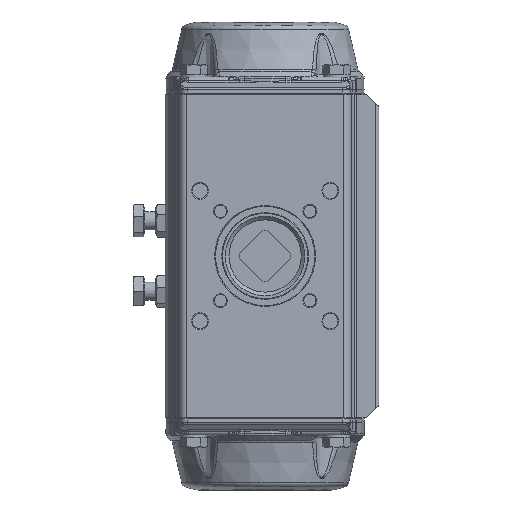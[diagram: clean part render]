
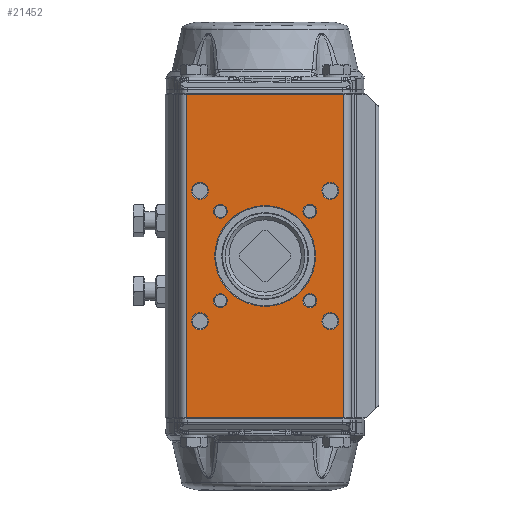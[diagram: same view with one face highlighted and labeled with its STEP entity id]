
A CAD part, front view. The second image highlights one B-rep face of the part: STEP entity #21452.
In plain terms, the highlighted planar face has unit normal (0, -1, 0).
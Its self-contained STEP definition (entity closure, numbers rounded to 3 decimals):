
#1367=FACE_BOUND('',#5929,.T.);
#1368=FACE_BOUND('',#5930,.T.);
#1369=FACE_BOUND('',#5931,.T.);
#1370=FACE_BOUND('',#5932,.T.);
#1371=FACE_BOUND('',#5933,.T.);
#1372=FACE_BOUND('',#5934,.T.);
#1373=FACE_BOUND('',#5935,.T.);
#1374=FACE_BOUND('',#5936,.T.);
#1375=FACE_BOUND('',#5937,.T.);
#1640=LINE('',#31478,#2980);
#1641=LINE('',#31480,#2981);
#1642=LINE('',#31482,#2982);
#1643=LINE('',#31483,#2983);
#2980=VECTOR('',#25306,10.);
#2981=VECTOR('',#25307,10.);
#2982=VECTOR('',#25308,10.);
#2983=VECTOR('',#25309,10.);
#4551=FACE_OUTER_BOUND('',#5928,.T.);
#5928=EDGE_LOOP('',(#14045,#14046,#14047,#14048));
#5929=EDGE_LOOP('',(#14049));
#5930=EDGE_LOOP('',(#14050));
#5931=EDGE_LOOP('',(#14051));
#5932=EDGE_LOOP('',(#14052));
#5933=EDGE_LOOP('',(#14053));
#5934=EDGE_LOOP('',(#14054));
#5935=EDGE_LOOP('',(#14055));
#5936=EDGE_LOOP('',(#14056));
#5937=EDGE_LOOP('',(#14057));
#7348=CIRCLE('',#22857,27.9);
#7351=CIRCLE('',#22861,4.65);
#7352=CIRCLE('',#22862,3.8);
#7353=CIRCLE('',#22863,4.65);
#7354=CIRCLE('',#22864,3.8);
#7355=CIRCLE('',#22865,4.65);
#7356=CIRCLE('',#22866,3.8);
#7357=CIRCLE('',#22867,4.65);
#7358=CIRCLE('',#22868,3.8);
#8475=VERTEX_POINT('',#31468);
#8478=VERTEX_POINT('',#31476);
#8479=VERTEX_POINT('',#31477);
#8480=VERTEX_POINT('',#31479);
#8481=VERTEX_POINT('',#31481);
#8482=VERTEX_POINT('',#31484);
#8483=VERTEX_POINT('',#31486);
#8484=VERTEX_POINT('',#31488);
#8485=VERTEX_POINT('',#31490);
#8486=VERTEX_POINT('',#31492);
#8487=VERTEX_POINT('',#31494);
#8488=VERTEX_POINT('',#31496);
#8489=VERTEX_POINT('',#31498);
#10592=EDGE_CURVE('',#8475,#8475,#7348,.T.);
#10596=EDGE_CURVE('',#8478,#8479,#1640,.T.);
#10597=EDGE_CURVE('',#8480,#8479,#1641,.T.);
#10598=EDGE_CURVE('',#8480,#8481,#1642,.T.);
#10599=EDGE_CURVE('',#8478,#8481,#1643,.T.);
#10600=EDGE_CURVE('',#8482,#8482,#7351,.T.);
#10601=EDGE_CURVE('',#8483,#8483,#7352,.T.);
#10602=EDGE_CURVE('',#8484,#8484,#7353,.T.);
#10603=EDGE_CURVE('',#8485,#8485,#7354,.T.);
#10604=EDGE_CURVE('',#8486,#8486,#7355,.T.);
#10605=EDGE_CURVE('',#8487,#8487,#7356,.T.);
#10606=EDGE_CURVE('',#8488,#8488,#7357,.T.);
#10607=EDGE_CURVE('',#8489,#8489,#7358,.T.);
#14045=ORIENTED_EDGE('',*,*,#10596,.T.);
#14046=ORIENTED_EDGE('',*,*,#10597,.F.);
#14047=ORIENTED_EDGE('',*,*,#10598,.T.);
#14048=ORIENTED_EDGE('',*,*,#10599,.F.);
#14049=ORIENTED_EDGE('',*,*,#10600,.F.);
#14050=ORIENTED_EDGE('',*,*,#10601,.F.);
#14051=ORIENTED_EDGE('',*,*,#10602,.F.);
#14052=ORIENTED_EDGE('',*,*,#10603,.F.);
#14053=ORIENTED_EDGE('',*,*,#10604,.F.);
#14054=ORIENTED_EDGE('',*,*,#10605,.F.);
#14055=ORIENTED_EDGE('',*,*,#10606,.F.);
#14056=ORIENTED_EDGE('',*,*,#10607,.F.);
#14057=ORIENTED_EDGE('',*,*,#10592,.F.);
#20901=PLANE('',#22860);
#21452=ADVANCED_FACE('',(#4551,#1367,#1368,#1369,#1370,#1371,#1372,#1373,
#1374,#1375),#20901,.T.);
#22857=AXIS2_PLACEMENT_3D('',#31469,#25297,#25298);
#22860=AXIS2_PLACEMENT_3D('',#31475,#25304,#25305);
#22861=AXIS2_PLACEMENT_3D('',#31485,#25310,#25311);
#22862=AXIS2_PLACEMENT_3D('',#31487,#25312,#25313);
#22863=AXIS2_PLACEMENT_3D('',#31489,#25314,#25315);
#22864=AXIS2_PLACEMENT_3D('',#31491,#25316,#25317);
#22865=AXIS2_PLACEMENT_3D('',#31493,#25318,#25319);
#22866=AXIS2_PLACEMENT_3D('',#31495,#25320,#25321);
#22867=AXIS2_PLACEMENT_3D('',#31497,#25322,#25323);
#22868=AXIS2_PLACEMENT_3D('',#31499,#25324,#25325);
#25297=DIRECTION('center_axis',(0.,-1.,0.));
#25298=DIRECTION('ref_axis',(-1.,0.,0.));
#25304=DIRECTION('center_axis',(0.,-1.,0.));
#25305=DIRECTION('ref_axis',(0.,0.,
-1.));
#25306=DIRECTION('',(-1.,0.,0.));
#25307=DIRECTION('',(0.,0.,1.));
#25308=DIRECTION('',(1.,0.,0.));
#25309=DIRECTION('',(0.,0.,-1.));
#25310=DIRECTION('center_axis',(0.,-1.,0.));
#25311=DIRECTION('ref_axis',(1.,0.,0.));
#25312=DIRECTION('center_axis',(0.,-1.,0.));
#25313=DIRECTION('ref_axis',(0.,0.,
1.));
#25314=DIRECTION('center_axis',(0.,-1.,0.));
#25315=DIRECTION('ref_axis',(-1.,0.,0.));
#25316=DIRECTION('center_axis',(0.,-1.,0.));
#25317=DIRECTION('ref_axis',(0.,0.,
-1.));
#25318=DIRECTION('center_axis',(0.,-1.,0.));
#25319=DIRECTION('ref_axis',(0.,0.,
-1.));
#25320=DIRECTION('center_axis',(0.,-1.,0.));
#25321=DIRECTION('ref_axis',(-1.,0.,0.));
#25322=DIRECTION('center_axis',(0.,-1.,0.));
#25323=DIRECTION('ref_axis',(0.,0.,
1.));
#25324=DIRECTION('center_axis',(0.,-1.,0.));
#25325=DIRECTION('ref_axis',(1.,0.,0.));
#31468=CARTESIAN_POINT('',(26.297,-66.629,89.5));
#31469=CARTESIAN_POINT('Origin',(-1.603,-66.629,89.5));
#31475=CARTESIAN_POINT('Origin',(45.897,-66.629,0.));
#31476=CARTESIAN_POINT('',(41.897,-66.629,179.));
#31477=CARTESIAN_POINT('',(-45.103,-66.629,179.));
#31478=CARTESIAN_POINT('',(30.481,-66.629,179.));
#31479=CARTESIAN_POINT('',(-45.103,-66.629,0.));
#31480=CARTESIAN_POINT('',(-45.103,-66.629,0.));
#31481=CARTESIAN_POINT('',(41.897,-66.629,0.));
#31482=CARTESIAN_POINT('',(-49.103,-66.629,0.));
#31483=CARTESIAN_POINT('',(41.897,-66.629,0.));
#31484=CARTESIAN_POINT('',(-42.315,-66.629,125.562));
#31485=CARTESIAN_POINT('Origin',(-37.665,-66.629,125.562));
#31486=CARTESIAN_POINT('',(-26.34,-66.629,60.963));
#31487=CARTESIAN_POINT('Origin',(-26.34,-66.629,64.763));
#31488=CARTESIAN_POINT('',(39.11,-66.629,53.438));
#31489=CARTESIAN_POINT('Origin',(34.46,-66.629,53.438));
#31490=CARTESIAN_POINT('',(23.135,-66.629,118.037));
#31491=CARTESIAN_POINT('Origin',(23.135,-66.629,114.237));
#31492=CARTESIAN_POINT('',(34.46,-66.629,130.212));
#31493=CARTESIAN_POINT('Origin',(34.46,-66.629,125.562));
#31494=CARTESIAN_POINT('',(26.935,-66.629,64.763));
#31495=CARTESIAN_POINT('Origin',(23.135,-66.629,64.763));
#31496=CARTESIAN_POINT('',(-37.665,-66.629,48.788));
#31497=CARTESIAN_POINT('Origin',(-37.665,-66.629,53.438));
#31498=CARTESIAN_POINT('',(-30.14,-66.629,114.237));
#31499=CARTESIAN_POINT('Origin',(-26.34,-66.629,114.237));
